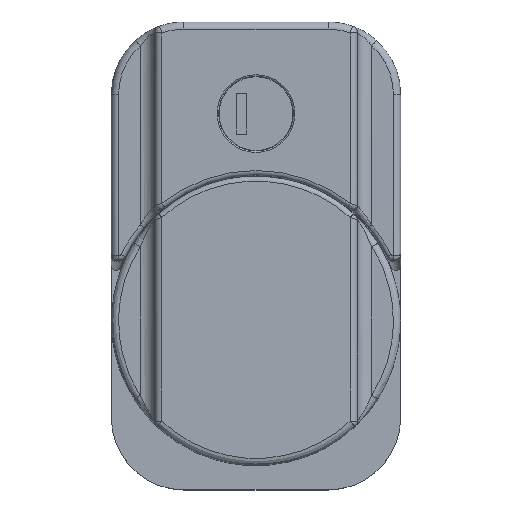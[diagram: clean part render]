
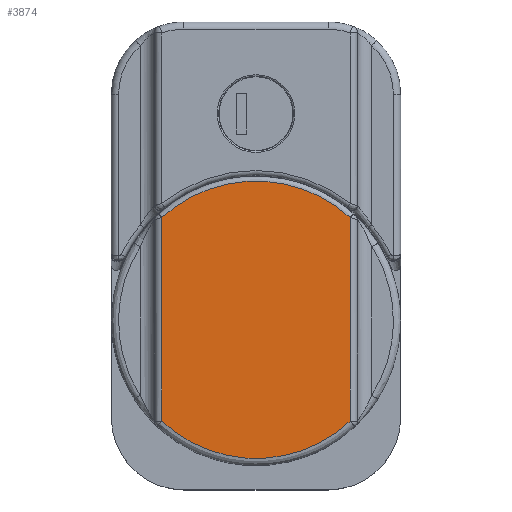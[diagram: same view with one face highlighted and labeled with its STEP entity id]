
A CAD part, top view. The second image highlights one B-rep face of the part: STEP entity #3874.
In plain terms, the highlighted planar face has unit normal (0, 0, 1).
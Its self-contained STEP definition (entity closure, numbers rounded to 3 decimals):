
#182 = CARTESIAN_POINT ( 'NONE',  ( -19.528, 21.44, 57. ) ) ;
#504 = CARTESIAN_POINT ( 'NONE',  ( 3.566, 28.836, 57. ) ) ;
#724 = CARTESIAN_POINT ( 'NONE',  ( 18.218, -21.991, 57. ) ) ;
#990 = B_SPLINE_CURVE_WITH_KNOTS ( 'NONE', 3,
 ( #9383, #7992, #6599, #5221, #3826, #2453, #1060, #13189, #11820, #10434, #9050, #7662, #6274, #4889, #3500, #2130, #724, #12857 ),
 .UNSPECIFIED., .F., .F.,
 ( 4, 2, 2, 2, 2, 2, 2, 2, 4 ),
 ( 0., 0.125, 0.25, 0.375, 0.5, 0.625, 0.75, 0.875, 1. ),
 .UNSPECIFIED. ) ;
#1060 = CARTESIAN_POINT ( 'NONE',  ( -7.112, -27.657, 57. ) ) ;
#1232 = VERTEX_POINT ( 'NONE', #7634 ) ;
#1416 = FACE_OUTER_BOUND ( 'NONE', #9571, .T. ) ;
#1485 = CARTESIAN_POINT ( 'NONE',  ( 19.528, 21.44, 57. ) ) ;
#1560 = CARTESIAN_POINT ( 'NONE',  ( -18.204, 22.645, 57. ) ) ;
#1776 = AXIS2_PLACEMENT_3D ( 'NONE', #5704, #4324, #2950 ) ;
#1905 = CARTESIAN_POINT ( 'NONE',  ( 7.085, 28.178, 57. ) ) ;
#1956 = CARTESIAN_POINT ( 'NONE',  ( 19.528, -20.758, 57. ) ) ;
#2130 = CARTESIAN_POINT ( 'NONE',  ( 16.804, -23.089, 57. ) ) ;
#2453 = CARTESIAN_POINT ( 'NONE',  ( -8.832, -27.157, 57. ) ) ;
#2950 = DIRECTION ( 'NONE',  ( 1., 0., 0. ) ) ;
#2961 = CARTESIAN_POINT ( 'NONE',  ( -16.781, 23.719, 57. ) ) ;
#3274 = CARTESIAN_POINT ( 'NONE',  ( 8.801, 27.69, 57. ) ) ;
#3500 = CARTESIAN_POINT ( 'NONE',  ( 13.769, -25.018, 57. ) ) ;
#3605 = EDGE_CURVE ( 'NONE', #7610, #11915, #10437, .T. ) ;
#3826 = CARTESIAN_POINT ( 'NONE',  ( -12.174, -25.831, 57. ) ) ;
#3874 = ADVANCED_FACE ( 'NONE', ( #1416 ), #7104, .T. ) ;
#4324 = DIRECTION ( 'NONE',  ( 0., 0., 1. ) ) ;
#4336 = CARTESIAN_POINT ( 'NONE',  ( -13.736, 25.603, 57. ) ) ;
#4481 = VERTEX_POINT ( 'NONE', #1956 ) ;
#4660 = CARTESIAN_POINT ( 'NONE',  ( 12.139, 26.398, 57. ) ) ;
#4889 = CARTESIAN_POINT ( 'NONE',  ( 12.174, -25.832, 57. ) ) ;
#5221 = CARTESIAN_POINT ( 'NONE',  ( -13.77, -25.018, 57. ) ) ;
#5586 = ORIENTED_EDGE ( 'NONE', *, *, #12929, .T. ) ;
#5704 = CARTESIAN_POINT ( 'NONE',  ( 0., 0., 57. ) ) ;
#5714 = CARTESIAN_POINT ( 'NONE',  ( -12.139, 26.398, 57. ) ) ;
#6048 = CARTESIAN_POINT ( 'NONE',  ( 13.736, 25.603, 57. ) ) ;
#6274 = CARTESIAN_POINT ( 'NONE',  ( 8.832, -27.157, 57. ) ) ;
#6363 = CARTESIAN_POINT ( 'NONE',  ( 19.528, 21.44, 57. ) ) ;
#6596 = ORIENTED_EDGE ( 'NONE', *, *, #8717, .T. ) ;
#6599 = CARTESIAN_POINT ( 'NONE',  ( -16.804, -23.089, 57. ) ) ;
#7099 = CARTESIAN_POINT ( 'NONE',  ( -19.528, 21.44, 57. ) ) ;
#7104 = PLANE ( 'NONE',  #1776 ) ;
#7116 = CARTESIAN_POINT ( 'NONE',  ( -8.801, 27.69, 57. ) ) ;
#7436 = CARTESIAN_POINT ( 'NONE',  ( 16.781, 23.719, 57. ) ) ;
#7483 = ORIENTED_EDGE ( 'NONE', *, *, #11843, .T. ) ;
#7610 = VERTEX_POINT ( 'NONE', #1485 ) ;
#7634 = CARTESIAN_POINT ( 'NONE',  ( -19.528, -20.758, 57. ) ) ;
#7662 = CARTESIAN_POINT ( 'NONE',  ( 7.112, -27.657, 57. ) ) ;
#7688 = VECTOR ( 'NONE', #9945, 1000. ) ;
#7992 = CARTESIAN_POINT ( 'NONE',  ( -18.218, -21.99, 57. ) ) ;
#8282 = DIRECTION ( 'NONE',  ( 0., -1., 0. ) ) ;
#8490 = CARTESIAN_POINT ( 'NONE',  ( -7.085, 28.178, 57. ) ) ;
#8717 = EDGE_CURVE ( 'NONE', #4481, #7610, #12703, .T. ) ;
#8823 = CARTESIAN_POINT ( 'NONE',  ( 18.204, 22.645, 57. ) ) ;
#9050 = CARTESIAN_POINT ( 'NONE',  ( 3.581, -28.331, 57. ) ) ;
#9383 = CARTESIAN_POINT ( 'NONE',  ( -19.528, -20.758, 57. ) ) ;
#9571 = EDGE_LOOP ( 'NONE', ( #6596, #9826, #5586, #7483 ) ) ;
#9654 = CARTESIAN_POINT ( 'NONE',  ( -19.528, -21.424, 57. ) ) ;
#9826 = ORIENTED_EDGE ( 'NONE', *, *, #3605, .T. ) ;
#9876 = CARTESIAN_POINT ( 'NONE',  ( -3.566, 28.836, 57. ) ) ;
#9916 = VECTOR ( 'NONE', #8282, 1000. ) ;
#9945 = DIRECTION ( 'NONE',  ( 0., 1., 0. ) ) ;
#10434 = CARTESIAN_POINT ( 'NONE',  ( 1.798, -28.5, 57. ) ) ;
#10437 = B_SPLINE_CURVE_WITH_KNOTS ( 'NONE', 3,
 ( #6363, #8823, #7436, #6048, #4660, #3274, #1905, #504, #12630, #11269, #9876, #8490, #7116, #5714, #4336, #2961, #1560, #182 ),
 .UNSPECIFIED., .F., .F.,
 ( 4, 2, 2, 2, 2, 2, 2, 2, 4 ),
 ( 0., 0.125, 0.25, 0.375, 0.5, 0.625, 0.75, 0.875, 1. ),
 .UNSPECIFIED. ) ;
#11269 = CARTESIAN_POINT ( 'NONE',  ( -1.79, 29., 57. ) ) ;
#11340 = CARTESIAN_POINT ( 'NONE',  ( 19.528, 21.424, 57. ) ) ;
#11820 = CARTESIAN_POINT ( 'NONE',  ( -1.798, -28.5, 57. ) ) ;
#11843 = EDGE_CURVE ( 'NONE', #1232, #4481, #990, .T. ) ;
#11915 = VERTEX_POINT ( 'NONE', #7099 ) ;
#12432 = LINE ( 'NONE', #9654, #9916 ) ;
#12630 = CARTESIAN_POINT ( 'NONE',  ( 1.79, 29., 57. ) ) ;
#12703 = LINE ( 'NONE', #11340, #7688 ) ;
#12857 = CARTESIAN_POINT ( 'NONE',  ( 19.528, -20.758, 57. ) ) ;
#12929 = EDGE_CURVE ( 'NONE', #11915, #1232, #12432, .T. ) ;
#13189 = CARTESIAN_POINT ( 'NONE',  ( -3.581, -28.331, 57. ) ) ;
